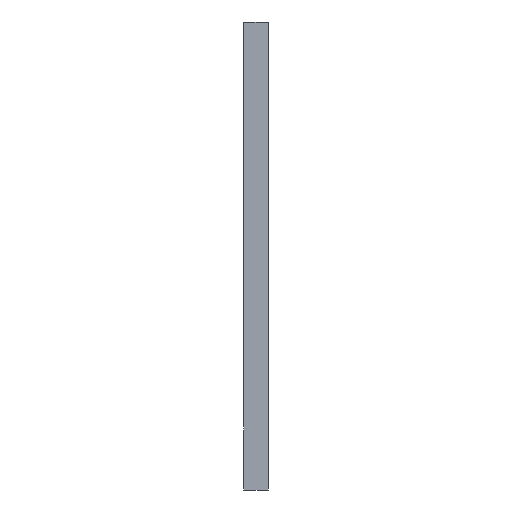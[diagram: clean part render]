
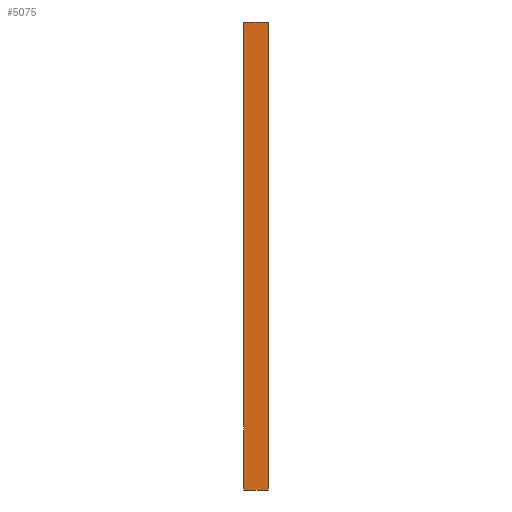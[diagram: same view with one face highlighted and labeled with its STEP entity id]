
A CAD part, front view. The second image highlights one B-rep face of the part: STEP entity #5075.
In plain terms, the highlighted planar face has unit normal (0, -1, 0).
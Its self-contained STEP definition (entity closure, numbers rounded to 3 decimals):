
#66 = CARTESIAN_POINT ( 'NONE',  ( -21.5, 0., -45.5 ) ) ;
#272 = VERTEX_POINT ( 'NONE', #5533 ) ;
#279 = LINE ( 'NONE', #4758, #3103 ) ;
#769 = FACE_OUTER_BOUND ( 'NONE', #5448, .T. ) ;
#824 = DIRECTION ( 'NONE',  ( 0., -1., 0. ) ) ;
#949 = CARTESIAN_POINT ( 'NONE',  ( -24., 0., -45.5 ) ) ;
#1028 = LINE ( 'NONE', #66, #1718 ) ;
#1231 = ORIENTED_EDGE ( 'NONE', *, *, #2023, .F. ) ;
#1263 = ORIENTED_EDGE ( 'NONE', *, *, #2850, .F. ) ;
#1608 = CARTESIAN_POINT ( 'NONE',  ( -21.5, 0., -45.5 ) ) ;
#1718 = VECTOR ( 'NONE', #4981, 1000. ) ;
#1863 = CARTESIAN_POINT ( 'NONE',  ( -24., 0., -45.5 ) ) ;
#2023 = EDGE_CURVE ( 'NONE', #4740, #272, #4282, .T. ) ;
#2056 = ORIENTED_EDGE ( 'NONE', *, *, #5224, .F. ) ;
#2262 = VERTEX_POINT ( 'NONE', #1863 ) ;
#2335 = VECTOR ( 'NONE', #3159, 1000. ) ;
#2542 = AXIS2_PLACEMENT_3D ( 'NONE', #5311, #824, #2642 ) ;
#2642 = DIRECTION ( 'NONE',  ( 0., 0., -1. ) ) ;
#2850 = EDGE_CURVE ( 'NONE', #3675, #2262, #1028, .T. ) ;
#3103 = VECTOR ( 'NONE', #4272, 1000. ) ;
#3159 = DIRECTION ( 'NONE',  ( 1., 0., 0. ) ) ;
#3293 = VECTOR ( 'NONE', #4059, 1000. ) ;
#3498 = PLANE ( 'NONE',  #2542 ) ;
#3675 = VERTEX_POINT ( 'NONE', #1608 ) ;
#4059 = DIRECTION ( 'NONE',  ( 0., 0., 1. ) ) ;
#4086 = ORIENTED_EDGE ( 'NONE', *, *, #5479, .F. ) ;
#4272 = DIRECTION ( 'NONE',  ( 0., 0., -1. ) ) ;
#4282 = LINE ( 'NONE', #5209, #2335 ) ;
#4740 = VERTEX_POINT ( 'NONE', #4767 ) ;
#4758 = CARTESIAN_POINT ( 'NONE',  ( -21.5, 0., 0. ) ) ;
#4767 = CARTESIAN_POINT ( 'NONE',  ( -24., 0., 2.5 ) ) ;
#4981 = DIRECTION ( 'NONE',  ( -1., 0., 0. ) ) ;
#5036 = LINE ( 'NONE', #949, #3293 ) ;
#5075 = ADVANCED_FACE ( 'NONE', ( #769 ), #3498, .T. ) ;
#5209 = CARTESIAN_POINT ( 'NONE',  ( 24., 0., 2.5 ) ) ;
#5224 = EDGE_CURVE ( 'NONE', #272, #3675, #279, .T. ) ;
#5311 = CARTESIAN_POINT ( 'NONE',  ( 0., 0., 0. ) ) ;
#5448 = EDGE_LOOP ( 'NONE', ( #2056, #1231, #4086, #1263 ) ) ;
#5479 = EDGE_CURVE ( 'NONE', #2262, #4740, #5036, .T. ) ;
#5533 = CARTESIAN_POINT ( 'NONE',  ( -21.5, 0., 2.5 ) ) ;
